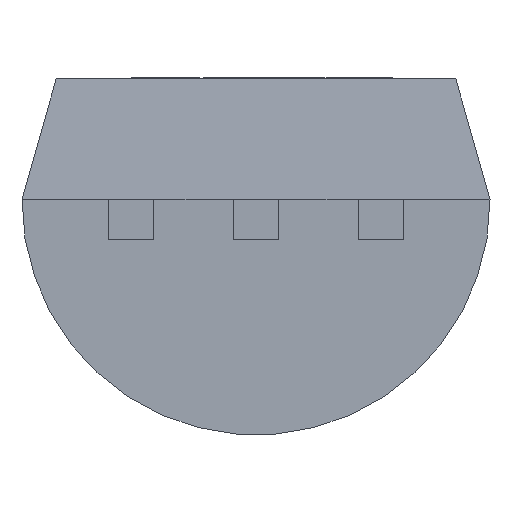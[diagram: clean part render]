
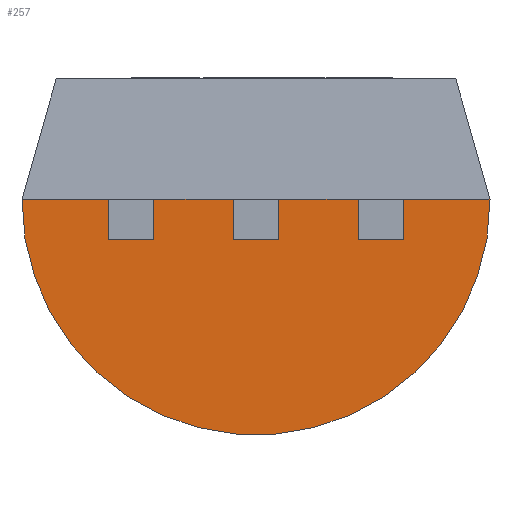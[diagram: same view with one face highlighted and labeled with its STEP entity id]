
A CAD part, front view. The second image highlights one B-rep face of the part: STEP entity #257.
In plain terms, the highlighted planar face has unit normal (0, -1, 0).
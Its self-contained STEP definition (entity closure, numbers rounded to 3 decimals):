
#14 = VECTOR ( 'NONE', #4983, 1000. ) ;
#72 = DIRECTION ( 'NONE',  ( 0., 0., 1. ) ) ;
#86 = ORIENTED_EDGE ( 'NONE', *, *, #3427, .T. ) ;
#88 = EDGE_CURVE ( 'NONE', #4462, #4049, #2636, .T. ) ;
#148 = VERTEX_POINT ( 'NONE', #3231 ) ;
#251 = EDGE_LOOP ( 'NONE', ( #3181, #5655, #3115, #5630, #1048, #2210, #86, #405, #5245, #5903, #5423, #6030, #5309, #2312 ) ) ;
#257 = ADVANCED_FACE ( 'NONE', ( #5237 ), #500, .F. ) ;
#277 = LINE ( 'NONE', #1643, #3389 ) ;
#354 = LINE ( 'NONE', #2741, #5813 ) ;
#405 = ORIENTED_EDGE ( 'NONE', *, *, #4554, .F. ) ;
#408 = VECTOR ( 'NONE', #2371, 1000. ) ;
#500 = PLANE ( 'NONE',  #929 ) ;
#577 = EDGE_CURVE ( 'NONE', #2987, #4638, #975, .T. ) ;
#620 = VERTEX_POINT ( 'NONE', #4213 ) ;
#625 = CARTESIAN_POINT ( 'NONE',  ( 0.23, 0., 0.015 ) ) ;
#665 = VECTOR ( 'NONE', #903, 1000. ) ;
#670 = DIRECTION ( 'NONE',  ( 0., 1., 0. ) ) ;
#750 = CARTESIAN_POINT ( 'NONE',  ( -0.23, 0., -0.395 ) ) ;
#758 = CARTESIAN_POINT ( 'NONE',  ( -1.04, 0., -0.395 ) ) ;
#760 = CARTESIAN_POINT ( 'NONE',  ( -1.04, 0., -0.395 ) ) ;
#832 = VECTOR ( 'NONE', #4770, 1000. ) ;
#903 = DIRECTION ( 'NONE',  ( 0., 0., -1. ) ) ;
#929 = AXIS2_PLACEMENT_3D ( 'NONE', #3825, #1390, #1839 ) ;
#933 = CARTESIAN_POINT ( 'NONE',  ( 1.04, 0., -0.395 ) ) ;
#975 = LINE ( 'NONE', #4754, #408 ) ;
#991 = VERTEX_POINT ( 'NONE', #5194 ) ;
#1048 = ORIENTED_EDGE ( 'NONE', *, *, #2592, .F. ) ;
#1390 = DIRECTION ( 'NONE',  ( 0., 1., 0. ) ) ;
#1463 = VERTEX_POINT ( 'NONE', #5880 ) ;
#1553 = CARTESIAN_POINT ( 'NONE',  ( 2.38, 0., 0.015 ) ) ;
#1617 = VECTOR ( 'NONE', #72, 1000. ) ;
#1643 = CARTESIAN_POINT ( 'NONE',  ( -1.04, 0., 0.015 ) ) ;
#1760 = LINE ( 'NONE', #4677, #6078 ) ;
#1776 = VERTEX_POINT ( 'NONE', #4778 ) ;
#1839 = DIRECTION ( 'NONE',  ( 0., 0., 1. ) ) ;
#1880 = LINE ( 'NONE', #4334, #832 ) ;
#1967 = DIRECTION ( 'NONE',  ( -1., 0., 0. ) ) ;
#2056 = CARTESIAN_POINT ( 'NONE',  ( 0.23, 0., -0.395 ) ) ;
#2082 = LINE ( 'NONE', #760, #14 ) ;
#2084 = EDGE_CURVE ( 'NONE', #148, #4638, #2656, .T. ) ;
#2210 = ORIENTED_EDGE ( 'NONE', *, *, #2786, .F. ) ;
#2211 = DIRECTION ( 'NONE',  ( 0., 0., 1. ) ) ;
#2312 = ORIENTED_EDGE ( 'NONE', *, *, #2084, .F. ) ;
#2359 = CIRCLE ( 'NONE', #3172, 2.38 ) ;
#2371 = DIRECTION ( 'NONE',  ( -1., 0., 0. ) ) ;
#2419 = LINE ( 'NONE', #2837, #4794 ) ;
#2446 = VERTEX_POINT ( 'NONE', #758 ) ;
#2553 = CARTESIAN_POINT ( 'NONE',  ( 1.5, 0., 0.015 ) ) ;
#2581 = EDGE_CURVE ( 'NONE', #1776, #620, #5244, .T. ) ;
#2592 = EDGE_CURVE ( 'NONE', #3341, #4462, #2419, .T. ) ;
#2636 = LINE ( 'NONE', #625, #1617 ) ;
#2637 = CARTESIAN_POINT ( 'NONE',  ( 1.5, 0., 0.015 ) ) ;
#2656 = LINE ( 'NONE', #2553, #5918 ) ;
#2741 = CARTESIAN_POINT ( 'NONE',  ( 1.5, 0., -0.395 ) ) ;
#2786 = EDGE_CURVE ( 'NONE', #991, #3341, #5736, .T. ) ;
#2837 = CARTESIAN_POINT ( 'NONE',  ( 0.23, 0., -0.395 ) ) ;
#2959 = EDGE_CURVE ( 'NONE', #5896, #1463, #4431, .T. ) ;
#2987 = VERTEX_POINT ( 'NONE', #3211 ) ;
#2989 = EDGE_CURVE ( 'NONE', #620, #148, #354, .T. ) ;
#3115 = ORIENTED_EDGE ( 'NONE', *, *, #4350, .T. ) ;
#3172 = AXIS2_PLACEMENT_3D ( 'NONE', #4992, #670, #4511 ) ;
#3181 = ORIENTED_EDGE ( 'NONE', *, *, #2989, .F. ) ;
#3211 = CARTESIAN_POINT ( 'NONE',  ( 2.38, 0., 0.015 ) ) ;
#3231 = CARTESIAN_POINT ( 'NONE',  ( 1.5, 0., -0.395 ) ) ;
#3341 = VERTEX_POINT ( 'NONE', #4105 ) ;
#3389 = VECTOR ( 'NONE', #2211, 1000. ) ;
#3427 = EDGE_CURVE ( 'NONE', #991, #4949, #5332, .T. ) ;
#3570 = DIRECTION ( 'NONE',  ( 0., 0., 1. ) ) ;
#3825 = CARTESIAN_POINT ( 'NONE',  ( 0., 0., -0.176 ) ) ;
#3895 = VECTOR ( 'NONE', #4676, 1000. ) ;
#4012 = DIRECTION ( 'NONE',  ( -1., 0., 0. ) ) ;
#4049 = VERTEX_POINT ( 'NONE', #4427 ) ;
#4056 = EDGE_CURVE ( 'NONE', #2987, #1463, #2359, .T. ) ;
#4105 = CARTESIAN_POINT ( 'NONE',  ( -0.23, 0., -0.395 ) ) ;
#4213 = CARTESIAN_POINT ( 'NONE',  ( 1.04, 0., -0.395 ) ) ;
#4334 = CARTESIAN_POINT ( 'NONE',  ( -1.5, 0., -0.395 ) ) ;
#4350 = EDGE_CURVE ( 'NONE', #1776, #4049, #1760, .T. ) ;
#4359 = CARTESIAN_POINT ( 'NONE',  ( -1.5, 0., -0.395 ) ) ;
#4427 = CARTESIAN_POINT ( 'NONE',  ( 0.23, 0., 0.015 ) ) ;
#4431 = LINE ( 'NONE', #4482, #5810 ) ;
#4462 = VERTEX_POINT ( 'NONE', #2056 ) ;
#4482 = CARTESIAN_POINT ( 'NONE',  ( 2.38, 0., 0.015 ) ) ;
#4511 = DIRECTION ( 'NONE',  ( 0., 0., 1. ) ) ;
#4543 = EDGE_CURVE ( 'NONE', #5587, #2446, #2082, .T. ) ;
#4554 = EDGE_CURVE ( 'NONE', #2446, #4949, #277, .T. ) ;
#4638 = VERTEX_POINT ( 'NONE', #2637 ) ;
#4676 = DIRECTION ( 'NONE',  ( 0., 0., -1. ) ) ;
#4677 = CARTESIAN_POINT ( 'NONE',  ( 2.38, 0., 0.015 ) ) ;
#4754 = CARTESIAN_POINT ( 'NONE',  ( 2.38, 0., 0.015 ) ) ;
#4770 = DIRECTION ( 'NONE',  ( 0., 0., -1. ) ) ;
#4778 = CARTESIAN_POINT ( 'NONE',  ( 1.04, 0., 0.015 ) ) ;
#4794 = VECTOR ( 'NONE', #6192, 1000. ) ;
#4949 = VERTEX_POINT ( 'NONE', #5169 ) ;
#4983 = DIRECTION ( 'NONE',  ( 1., 0., 0. ) ) ;
#4992 = CARTESIAN_POINT ( 'NONE',  ( 0., 0., 0. ) ) ;
#5128 = EDGE_CURVE ( 'NONE', #5896, #5587, #1880, .T. ) ;
#5169 = CARTESIAN_POINT ( 'NONE',  ( -1.04, 0., 0.015 ) ) ;
#5194 = CARTESIAN_POINT ( 'NONE',  ( -0.23, 0., 0.015 ) ) ;
#5237 = FACE_OUTER_BOUND ( 'NONE', #251, .T. ) ;
#5244 = LINE ( 'NONE', #933, #665 ) ;
#5245 = ORIENTED_EDGE ( 'NONE', *, *, #4543, .F. ) ;
#5265 = VECTOR ( 'NONE', #1967, 1000. ) ;
#5309 = ORIENTED_EDGE ( 'NONE', *, *, #577, .T. ) ;
#5332 = LINE ( 'NONE', #1553, #5265 ) ;
#5423 = ORIENTED_EDGE ( 'NONE', *, *, #2959, .T. ) ;
#5537 = DIRECTION ( 'NONE',  ( 1., 0., 0. ) ) ;
#5587 = VERTEX_POINT ( 'NONE', #4359 ) ;
#5630 = ORIENTED_EDGE ( 'NONE', *, *, #88, .F. ) ;
#5655 = ORIENTED_EDGE ( 'NONE', *, *, #2581, .F. ) ;
#5736 = LINE ( 'NONE', #750, #3895 ) ;
#5810 = VECTOR ( 'NONE', #4012, 1000. ) ;
#5813 = VECTOR ( 'NONE', #5537, 1000. ) ;
#5880 = CARTESIAN_POINT ( 'NONE',  ( -2.38, 0., 0.015 ) ) ;
#5896 = VERTEX_POINT ( 'NONE', #5989 ) ;
#5903 = ORIENTED_EDGE ( 'NONE', *, *, #5128, .F. ) ;
#5918 = VECTOR ( 'NONE', #3570, 1000. ) ;
#5989 = CARTESIAN_POINT ( 'NONE',  ( -1.5, 0., 0.015 ) ) ;
#6030 = ORIENTED_EDGE ( 'NONE', *, *, #4056, .F. ) ;
#6044 = DIRECTION ( 'NONE',  ( -1., 0., 0. ) ) ;
#6078 = VECTOR ( 'NONE', #6044, 1000. ) ;
#6192 = DIRECTION ( 'NONE',  ( 1., 0., 0. ) ) ;
